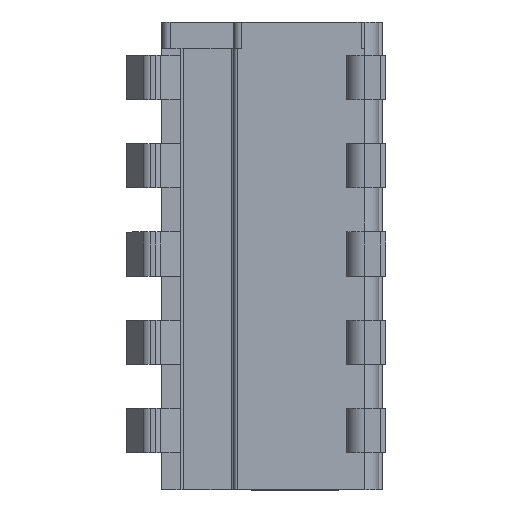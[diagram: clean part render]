
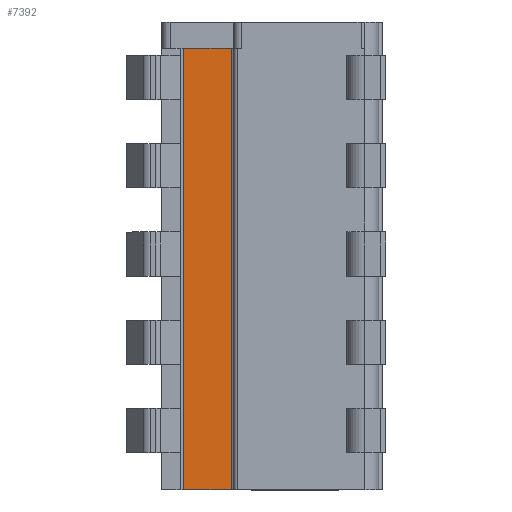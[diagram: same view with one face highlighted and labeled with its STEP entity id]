
A CAD part, top view. The second image highlights one B-rep face of the part: STEP entity #7392.
In plain terms, the highlighted planar face has unit normal (0, 0, 1).
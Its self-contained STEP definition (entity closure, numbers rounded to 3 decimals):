
#19=DIRECTION('',(1.,0.,0.));
#20=VECTOR('',#19,2.7);
#21=CARTESIAN_POINT('',(-4.12,0.,2.725));
#22=LINE('',#21,#20);
#2275=DIRECTION('',(1.,0.,0.));
#2276=VECTOR('',#2275,2.7);
#2277=CARTESIAN_POINT('',(-4.12,-25.,2.725));
#2278=LINE('',#2277,#2276);
#2449=DIRECTION('',(0.,1.,0.));
#2450=VECTOR('',#2449,25.);
#2451=CARTESIAN_POINT('',(-1.42,-25.,2.725));
#2452=LINE('',#2451,#2450);
#2453=DIRECTION('',(0.,-1.,0.));
#2454=VECTOR('',#2453,25.);
#2455=CARTESIAN_POINT('',(-4.12,0.,2.725));
#2456=LINE('',#2455,#2454);
#3198=CARTESIAN_POINT('',(-4.12,0.,2.725));
#3199=VERTEX_POINT('',#3198);
#3248=CARTESIAN_POINT('',(-4.12,-25.,2.725));
#3249=VERTEX_POINT('',#3248);
#4038=CARTESIAN_POINT('',(-1.42,-25.,2.725));
#4039=CARTESIAN_POINT('',(-1.42,0.,2.725));
#4040=VERTEX_POINT('',#4038);
#4041=VERTEX_POINT('',#4039);
#7379=CARTESIAN_POINT('',(-4.12,0.,2.725));
#7380=DIRECTION('',(0.,0.,1.));
#7381=DIRECTION('',(1.,0.,0.));
#7382=AXIS2_PLACEMENT_3D('',#7379,#7380,#7381);
#7383=PLANE('',#7382);
#7385=ORIENTED_EDGE('',*,*,#7384,.F.);
#7386=ORIENTED_EDGE('',*,*,#7324,.F.);
#7388=ORIENTED_EDGE('',*,*,#7387,.F.);
#7389=ORIENTED_EDGE('',*,*,#4183,.T.);
#7390=EDGE_LOOP('',(#7385,#7386,#7388,#7389));
#7391=FACE_OUTER_BOUND('',#7390,.F.);
#7392=ADVANCED_FACE('',(#7391),#7383,.T.);
#4183=EDGE_CURVE('',#3199,#4041,#22,.T.);
#7324=EDGE_CURVE('',#3249,#4040,#2278,.T.);
#7384=EDGE_CURVE('',#4040,#4041,#2452,.T.);
#7387=EDGE_CURVE('',#3199,#3249,#2456,.T.);
